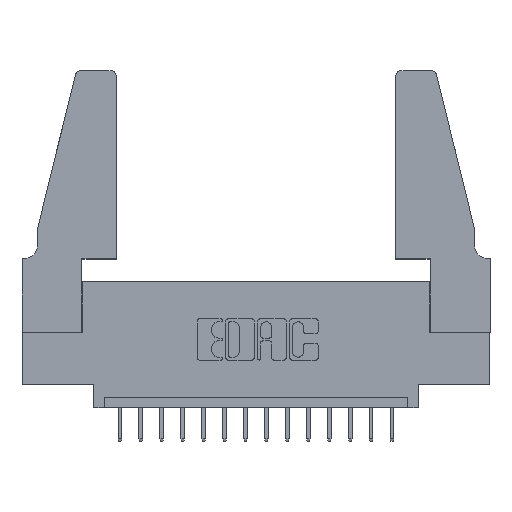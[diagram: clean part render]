
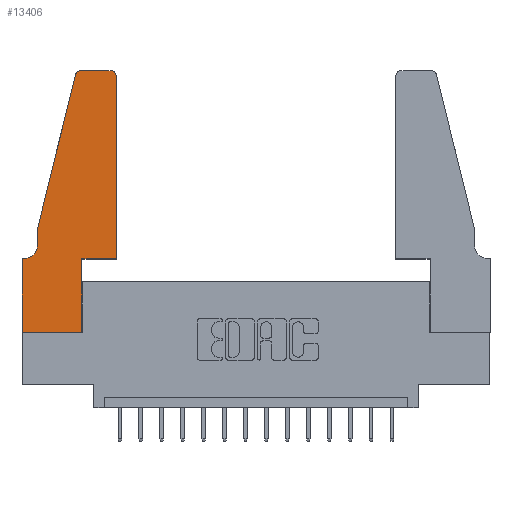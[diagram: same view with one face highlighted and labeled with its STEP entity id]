
A CAD part, top view. The second image highlights one B-rep face of the part: STEP entity #13406.
In plain terms, the highlighted planar face has unit normal (0, 0, 1).
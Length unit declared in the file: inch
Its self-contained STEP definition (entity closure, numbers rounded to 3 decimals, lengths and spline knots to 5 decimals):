
#373 = ORIENTED_EDGE ( 'NONE', *, *, #3994, .T. ) ;
#421 = VERTEX_POINT ( 'NONE', #8428 ) ;
#599 = ORIENTED_EDGE ( 'NONE', *, *, #1283, .T. ) ;
#617 = VECTOR ( 'NONE', #13759, 39.37008 ) ;
#656 = VECTOR ( 'NONE', #9829, 39.37008 ) ;
#685 = FACE_OUTER_BOUND ( 'NONE', #8232, .T. ) ;
#890 = CIRCLE ( 'NONE', #1280, 0.03 ) ;
#960 = EDGE_CURVE ( 'NONE', #11501, #10144, #9151, .T. ) ;
#1070 = DIRECTION ( 'NONE',  ( 1., 0., 0. ) ) ;
#1117 = PLANE ( 'NONE',  #1875 ) ;
#1127 = LINE ( 'NONE', #9905, #14420 ) ;
#1267 = LINE ( 'NONE', #3819, #8484 ) ;
#1280 = AXIS2_PLACEMENT_3D ( 'NONE', #11872, #6602, #9176 ) ;
#1283 = EDGE_CURVE ( 'NONE', #11247, #1428, #14772, .T. ) ;
#1428 = VERTEX_POINT ( 'NONE', #11992 ) ;
#1501 = VERTEX_POINT ( 'NONE', #4445 ) ;
#1822 = LINE ( 'NONE', #7912, #14500 ) ;
#1875 = AXIS2_PLACEMENT_3D ( 'NONE', #3731, #14011, #11513 ) ;
#1944 = DIRECTION ( 'NONE',  ( 0., 0., -1. ) ) ;
#1945 = ORIENTED_EDGE ( 'NONE', *, *, #11825, .T. ) ;
#2024 = EDGE_CURVE ( 'NONE', #14804, #13632, #1267, .T. ) ;
#2263 = CARTESIAN_POINT ( 'NONE',  ( 0.4205, 1.25, 0.37 ) ) ;
#2411 = CARTESIAN_POINT ( 'NONE',  ( 0.284, 1.22, 0.37 ) ) ;
#2919 = VERTEX_POINT ( 'NONE', #11014 ) ;
#3038 = EDGE_CURVE ( 'NONE', #3439, #1501, #11272, .T. ) ;
#3439 = VERTEX_POINT ( 'NONE', #3743 ) ;
#3706 = CARTESIAN_POINT ( 'NONE',  ( 0.4505, 0.35, 0.37 ) ) ;
#3731 = CARTESIAN_POINT ( 'NONE',  ( 0., 0.35, 0.37 ) ) ;
#3743 = CARTESIAN_POINT ( 'NONE',  ( 0.2865, 0.35, 0.37 ) ) ;
#3761 = DIRECTION ( 'NONE',  ( 1., 0., 0. ) ) ;
#3819 = CARTESIAN_POINT ( 'NONE',  ( 0., 0., 0.37 ) ) ;
#3855 = ORIENTED_EDGE ( 'NONE', *, *, #12765, .T. ) ;
#3994 = EDGE_CURVE ( 'NONE', #16349, #14804, #10622, .T. ) ;
#4445 = CARTESIAN_POINT ( 'NONE',  ( 0.4505, 0.35, 0.37 ) ) ;
#4503 = CARTESIAN_POINT ( 'NONE',  ( 0.0755, 0.5, 0.37 ) ) ;
#4782 = CARTESIAN_POINT ( 'NONE',  ( 0., 0., 0.37 ) ) ;
#5430 = EDGE_CURVE ( 'NONE', #421, #5764, #890, .T. ) ;
#5578 = CARTESIAN_POINT ( 'NONE',  ( 0., 0., 0.37 ) ) ;
#5582 = VECTOR ( 'NONE', #10217, 39.37008 ) ;
#5674 = DIRECTION ( 'NONE',  ( 0., 1., 0. ) ) ;
#5728 = VECTOR ( 'NONE', #13256, 39.37008 ) ;
#5764 = VERTEX_POINT ( 'NONE', #2263 ) ;
#5942 = DIRECTION ( 'NONE',  ( 0., -1., 0. ) ) ;
#6244 = CARTESIAN_POINT ( 'NONE',  ( 0.2605, 1.25, 0.37 ) ) ;
#6579 = CARTESIAN_POINT ( 'NONE',  ( 0.0755, 0.35, 0.37 ) ) ;
#6602 = DIRECTION ( 'NONE',  ( 0., 0., 1. ) ) ;
#7239 = DIRECTION ( 'NONE',  ( 0., 1., 0. ) ) ;
#7794 = EDGE_CURVE ( 'NONE', #10144, #11247, #1822, .T. ) ;
#7890 = CARTESIAN_POINT ( 'NONE',  ( 0.0755, 0.42, 0.37 ) ) ;
#7912 = CARTESIAN_POINT ( 'NONE',  ( 0.0755, 0.5, 0.37 ) ) ;
#8232 = EDGE_LOOP ( 'NONE', ( #14608, #13461, #16694, #14887, #599, #1945, #373, #9934, #3855, #11675, #11361, #10075 ) ) ;
#8428 = CARTESIAN_POINT ( 'NONE',  ( 0.4505, 1.22, 0.37 ) ) ;
#8484 = VECTOR ( 'NONE', #1070, 39.37008 ) ;
#8913 = CIRCLE ( 'NONE', #12777, 0.03 ) ;
#9090 = DIRECTION ( 'NONE',  ( 0., -1., 0. ) ) ;
#9151 = LINE ( 'NONE', #11966, #5728 ) ;
#9176 = DIRECTION ( 'NONE',  ( 1., 0., 0. ) ) ;
#9213 = CARTESIAN_POINT ( 'NONE',  ( 0.2865, 0., 0.37 ) ) ;
#9522 = CARTESIAN_POINT ( 'NONE',  ( 0.4505, 0.35, 0.37 ) ) ;
#9829 = DIRECTION ( 'NONE',  ( -1., 0., 0. ) ) ;
#9881 = VECTOR ( 'NONE', #5674, 39.37008 ) ;
#9905 = CARTESIAN_POINT ( 'NONE',  ( 0.2865, 0.35, 0.37 ) ) ;
#9934 = ORIENTED_EDGE ( 'NONE', *, *, #2024, .T. ) ;
#10065 = DIRECTION ( 'NONE',  ( 0., 0., 1. ) ) ;
#10075 = ORIENTED_EDGE ( 'NONE', *, *, #5430, .T. ) ;
#10144 = VERTEX_POINT ( 'NONE', #4503 ) ;
#10217 = DIRECTION ( 'NONE',  ( -1., 0., 0. ) ) ;
#10508 = LINE ( 'NONE', #6244, #656 ) ;
#10554 = AXIS2_PLACEMENT_3D ( 'NONE', #15119, #1944, #12278 ) ;
#10622 = LINE ( 'NONE', #4782, #13878 ) ;
#11014 = CARTESIAN_POINT ( 'NONE',  ( 0.284, 1.25, 0.37 ) ) ;
#11095 = LINE ( 'NONE', #9522, #9881 ) ;
#11247 = VERTEX_POINT ( 'NONE', #7890 ) ;
#11272 = LINE ( 'NONE', #3706, #617 ) ;
#11361 = ORIENTED_EDGE ( 'NONE', *, *, #15428, .T. ) ;
#11501 = VERTEX_POINT ( 'NONE', #14852 ) ;
#11513 = DIRECTION ( 'NONE',  ( 1., 0., 0. ) ) ;
#11675 = ORIENTED_EDGE ( 'NONE', *, *, #3038, .T. ) ;
#11825 = EDGE_CURVE ( 'NONE', #1428, #16349, #12402, .T. ) ;
#11872 = CARTESIAN_POINT ( 'NONE',  ( 0.4205, 1.22, 0.37 ) ) ;
#11966 = CARTESIAN_POINT ( 'NONE',  ( 0.0755, 0.5, 0.37 ) ) ;
#11992 = CARTESIAN_POINT ( 'NONE',  ( 0.0055, 0.35, 0.37 ) ) ;
#12278 = DIRECTION ( 'NONE',  ( -1., 0., 0. ) ) ;
#12402 = LINE ( 'NONE', #6579, #5582 ) ;
#12765 = EDGE_CURVE ( 'NONE', #13632, #3439, #1127, .T. ) ;
#12777 = AXIS2_PLACEMENT_3D ( 'NONE', #2411, #10065, #3761 ) ;
#13256 = DIRECTION ( 'NONE',  ( -0.239, -0.971, 0. ) ) ;
#13406 = ADVANCED_FACE ( 'NONE', ( #685 ), #1117, .T. ) ;
#13461 = ORIENTED_EDGE ( 'NONE', *, *, #14489, .T. ) ;
#13632 = VERTEX_POINT ( 'NONE', #9213 ) ;
#13759 = DIRECTION ( 'NONE',  ( 1., 0., 0. ) ) ;
#13878 = VECTOR ( 'NONE', #5942, 39.37008 ) ;
#14011 = DIRECTION ( 'NONE',  ( 0., 0., 1. ) ) ;
#14420 = VECTOR ( 'NONE', #7239, 39.37008 ) ;
#14489 = EDGE_CURVE ( 'NONE', #2919, #11501, #8913, .T. ) ;
#14500 = VECTOR ( 'NONE', #9090, 39.37008 ) ;
#14608 = ORIENTED_EDGE ( 'NONE', *, *, #14972, .T. ) ;
#14772 = CIRCLE ( 'NONE', #10554, 0.07 ) ;
#14804 = VERTEX_POINT ( 'NONE', #5578 ) ;
#14852 = CARTESIAN_POINT ( 'NONE',  ( 0.25487, 1.22718, 0.37 ) ) ;
#14887 = ORIENTED_EDGE ( 'NONE', *, *, #7794, .T. ) ;
#14972 = EDGE_CURVE ( 'NONE', #5764, #2919, #10508, .T. ) ;
#15009 = CARTESIAN_POINT ( 'NONE',  ( 0., 0.35, 0.37 ) ) ;
#15119 = CARTESIAN_POINT ( 'NONE',  ( 0.0055, 0.42, 0.37 ) ) ;
#15428 = EDGE_CURVE ( 'NONE', #1501, #421, #11095, .T. ) ;
#16349 = VERTEX_POINT ( 'NONE', #15009 ) ;
#16694 = ORIENTED_EDGE ( 'NONE', *, *, #960, .T. ) ;
